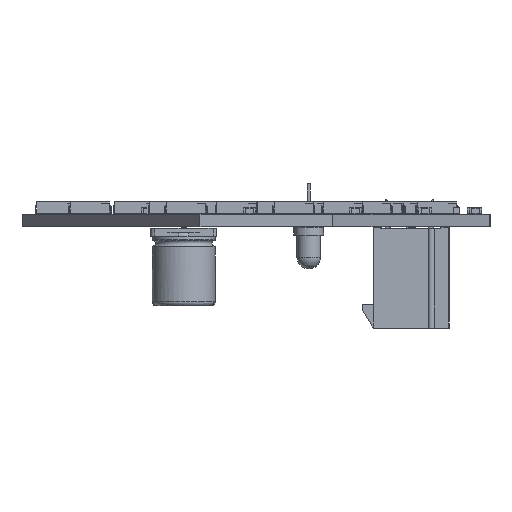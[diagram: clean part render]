
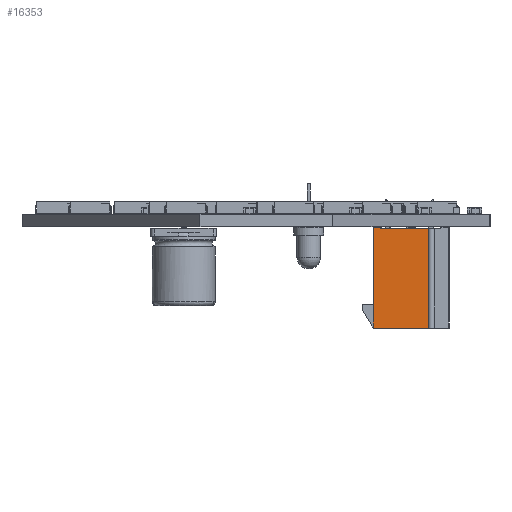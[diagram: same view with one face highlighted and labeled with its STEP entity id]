
A CAD part, front view. The second image highlights one B-rep face of the part: STEP entity #16353.
In plain terms, the highlighted face is planar.
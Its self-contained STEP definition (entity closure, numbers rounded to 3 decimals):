
#13670 = PLANE('',#13671);
#13671 = AXIS2_PLACEMENT_3D('',#13672,#13673,#13674);
#13672 = CARTESIAN_POINT('',(-4.8,0.,-4.8));
#13673 = DIRECTION('',(0.,0.,-1.));
#13674 = DIRECTION('',(0.,-1.,0.));
#13766 = PLANE('',#13767);
#13767 = AXIS2_PLACEMENT_3D('',#13768,#13769,#13770);
#13768 = CARTESIAN_POINT('',(-4.8,12.8,-4.8));
#13769 = DIRECTION('',(0.,1.,0.));
#13770 = DIRECTION('',(1.,0.,-0.));
#13863 = VERTEX_POINT('',#13864);
#13864 = CARTESIAN_POINT('',(4.8,12.8,-4.8));
#13885 = EDGE_CURVE('',#13886,#13863,#13888,.T.);
#13886 = VERTEX_POINT('',#13887);
#13887 = CARTESIAN_POINT('',(4.8,0.,-4.8));
#13888 = SURFACE_CURVE('',#13889,(#13893,#13900),.PCURVE_S1.);
#13889 = LINE('',#13890,#13891);
#13890 = CARTESIAN_POINT('',(4.8,0.,-4.8));
#13891 = VECTOR('',#13892,1.);
#13892 = DIRECTION('',(0.,1.,0.));
#13893 = PCURVE('',#13670,#13894);
#13894 = DEFINITIONAL_REPRESENTATION('',(#13895),#13899);
#13895 = LINE('',#13896,#13897);
#13896 = CARTESIAN_POINT('',(0.,-9.6));
#13897 = VECTOR('',#13898,1.);
#13898 = DIRECTION('',(-1.,-0.));
#13899 = ( GEOMETRIC_REPRESENTATION_CONTEXT(2) 
PARAMETRIC_REPRESENTATION_CONTEXT() REPRESENTATION_CONTEXT('2D SPACE',''
  ) );
#13900 = PCURVE('',#13901,#13906);
#13901 = PLANE('',#13902);
#13902 = AXIS2_PLACEMENT_3D('',#13903,#13904,#13905);
#13903 = CARTESIAN_POINT('',(4.8,0.,0.));
#13904 = DIRECTION('',(1.,0.,0.));
#13905 = DIRECTION('',(0.,1.,-0.));
#13906 = DEFINITIONAL_REPRESENTATION('',(#13907),#13911);
#13907 = LINE('',#13908,#13909);
#13908 = CARTESIAN_POINT('',(0.,-4.8));
#13909 = VECTOR('',#13910,1.);
#13910 = DIRECTION('',(1.,0.));
#13911 = ( GEOMETRIC_REPRESENTATION_CONTEXT(2) 
PARAMETRIC_REPRESENTATION_CONTEXT() REPRESENTATION_CONTEXT('2D SPACE',''
  ) );
#13929 = PLANE('',#13930);
#13930 = AXIS2_PLACEMENT_3D('',#13931,#13932,#13933);
#13931 = CARTESIAN_POINT('',(-4.8,0.,4.8));
#13932 = DIRECTION('',(0.,-1.,0.));
#13933 = DIRECTION('',(0.,0.,-1.));
#14149 = PLANE('',#14150);
#14150 = AXIS2_PLACEMENT_3D('',#14151,#14152,#14153);
#14151 = CARTESIAN_POINT('',(0.8,0.,-3.8));
#14152 = DIRECTION('',(0.,0.,-1.));
#14153 = DIRECTION('',(0.,-1.,0.));
#15912 = PLANE('',#15913);
#15913 = AXIS2_PLACEMENT_3D('',#15914,#15915,#15916);
#15914 = CARTESIAN_POINT('',(-4.8,0.2,0.));
#15915 = DIRECTION('',(0.,-1.,0.));
#15916 = DIRECTION('',(0.,0.,-1.));
#16353 = ADVANCED_FACE('',(#16354),#13901,.T.);
#16354 = FACE_BOUND('',#16355,.T.);
#16355 = EDGE_LOOP('',(#16356,#16381,#16404,#16425,#16426,#16449));
#16356 = ORIENTED_EDGE('',*,*,#16357,.F.);
#16357 = EDGE_CURVE('',#16358,#16360,#16362,.T.);
#16358 = VERTEX_POINT('',#16359);
#16359 = CARTESIAN_POINT('',(4.8,0.2,-3.8));
#16360 = VERTEX_POINT('',#16361);
#16361 = CARTESIAN_POINT('',(4.8,0.2,2.2));
#16362 = SURFACE_CURVE('',#16363,(#16367,#16374),.PCURVE_S1.);
#16363 = LINE('',#16364,#16365);
#16364 = CARTESIAN_POINT('',(4.8,0.2,-3.8)
  );
#16365 = VECTOR('',#16366,1.);
#16366 = DIRECTION('',(0.,0.,1.));
#16367 = PCURVE('',#13901,#16368);
#16368 = DEFINITIONAL_REPRESENTATION('',(#16369),#16373);
#16369 = LINE('',#16370,#16371);
#16370 = CARTESIAN_POINT('',(0.2,-3.8));
#16371 = VECTOR('',#16372,1.);
#16372 = DIRECTION('',(0.,1.));
#16373 = ( GEOMETRIC_REPRESENTATION_CONTEXT(2) 
PARAMETRIC_REPRESENTATION_CONTEXT() REPRESENTATION_CONTEXT('2D SPACE',''
  ) );
#16374 = PCURVE('',#15912,#16375);
#16375 = DEFINITIONAL_REPRESENTATION('',(#16376),#16380);
#16376 = LINE('',#16377,#16378);
#16377 = CARTESIAN_POINT('',(3.8,9.6));
#16378 = VECTOR('',#16379,1.);
#16379 = DIRECTION('',(-1.,0.));
#16380 = ( GEOMETRIC_REPRESENTATION_CONTEXT(2) 
PARAMETRIC_REPRESENTATION_CONTEXT() REPRESENTATION_CONTEXT('2D SPACE',''
  ) );
#16381 = ORIENTED_EDGE('',*,*,#16382,.F.);
#16382 = EDGE_CURVE('',#16383,#16358,#16385,.T.);
#16383 = VERTEX_POINT('',#16384);
#16384 = CARTESIAN_POINT('',(4.8,0.,-3.8));
#16385 = SURFACE_CURVE('',#16386,(#16390,#16397),.PCURVE_S1.);
#16386 = LINE('',#16387,#16388);
#16387 = CARTESIAN_POINT('',(4.8,0.,-3.8));
#16388 = VECTOR('',#16389,1.);
#16389 = DIRECTION('',(0.,1.,0.));
#16390 = PCURVE('',#13901,#16391);
#16391 = DEFINITIONAL_REPRESENTATION('',(#16392),#16396);
#16392 = LINE('',#16393,#16394);
#16393 = CARTESIAN_POINT('',(0.,-3.8));
#16394 = VECTOR('',#16395,1.);
#16395 = DIRECTION('',(1.,0.));
#16396 = ( GEOMETRIC_REPRESENTATION_CONTEXT(2) 
PARAMETRIC_REPRESENTATION_CONTEXT() REPRESENTATION_CONTEXT('2D SPACE',''
  ) );
#16397 = PCURVE('',#14149,#16398);
#16398 = DEFINITIONAL_REPRESENTATION('',(#16399),#16403);
#16399 = LINE('',#16400,#16401);
#16400 = CARTESIAN_POINT('',(0.,-4.));
#16401 = VECTOR('',#16402,1.);
#16402 = DIRECTION('',(-1.,-0.));
#16403 = ( GEOMETRIC_REPRESENTATION_CONTEXT(2) 
PARAMETRIC_REPRESENTATION_CONTEXT() REPRESENTATION_CONTEXT('2D SPACE',''
  ) );
#16404 = ORIENTED_EDGE('',*,*,#16405,.T.);
#16405 = EDGE_CURVE('',#16383,#13886,#16406,.T.);
#16406 = SURFACE_CURVE('',#16407,(#16411,#16418),.PCURVE_S1.);
#16407 = LINE('',#16408,#16409);
#16408 = CARTESIAN_POINT('',(4.8,0.,-3.8));
#16409 = VECTOR('',#16410,1.);
#16410 = DIRECTION('',(0.,0.,-1.));
#16411 = PCURVE('',#13901,#16412);
#16412 = DEFINITIONAL_REPRESENTATION('',(#16413),#16417);
#16413 = LINE('',#16414,#16415);
#16414 = CARTESIAN_POINT('',(0.,-3.8));
#16415 = VECTOR('',#16416,1.);
#16416 = DIRECTION('',(0.,-1.));
#16417 = ( GEOMETRIC_REPRESENTATION_CONTEXT(2) 
PARAMETRIC_REPRESENTATION_CONTEXT() REPRESENTATION_CONTEXT('2D SPACE',''
  ) );
#16418 = PCURVE('',#13929,#16419);
#16419 = DEFINITIONAL_REPRESENTATION('',(#16420),#16424);
#16420 = LINE('',#16421,#16422);
#16421 = CARTESIAN_POINT('',(8.6,9.6));
#16422 = VECTOR('',#16423,1.);
#16423 = DIRECTION('',(1.,0.));
#16424 = ( GEOMETRIC_REPRESENTATION_CONTEXT(2) 
PARAMETRIC_REPRESENTATION_CONTEXT() REPRESENTATION_CONTEXT('2D SPACE',''
  ) );
#16425 = ORIENTED_EDGE('',*,*,#13885,.T.);
#16426 = ORIENTED_EDGE('',*,*,#16427,.T.);
#16427 = EDGE_CURVE('',#13863,#16428,#16430,.T.);
#16428 = VERTEX_POINT('',#16429);
#16429 = CARTESIAN_POINT('',(4.8,12.8,2.2));
#16430 = SURFACE_CURVE('',#16431,(#16435,#16442),.PCURVE_S1.);
#16431 = LINE('',#16432,#16433);
#16432 = CARTESIAN_POINT('',(4.8,12.8,-4.8
    ));
#16433 = VECTOR('',#16434,1.);
#16434 = DIRECTION('',(0.,0.,1.));
#16435 = PCURVE('',#13901,#16436);
#16436 = DEFINITIONAL_REPRESENTATION('',(#16437),#16441);
#16437 = LINE('',#16438,#16439);
#16438 = CARTESIAN_POINT('',(12.8,-4.8));
#16439 = VECTOR('',#16440,1.);
#16440 = DIRECTION('',(0.,1.));
#16441 = ( GEOMETRIC_REPRESENTATION_CONTEXT(2) 
PARAMETRIC_REPRESENTATION_CONTEXT() REPRESENTATION_CONTEXT('2D SPACE',''
  ) );
#16442 = PCURVE('',#13766,#16443);
#16443 = DEFINITIONAL_REPRESENTATION('',(#16444),#16448);
#16444 = LINE('',#16445,#16446);
#16445 = CARTESIAN_POINT('',(9.6,0.));
#16446 = VECTOR('',#16447,1.);
#16447 = DIRECTION('',(0.,-1.));
#16448 = ( GEOMETRIC_REPRESENTATION_CONTEXT(2) 
PARAMETRIC_REPRESENTATION_CONTEXT() REPRESENTATION_CONTEXT('2D SPACE',''
  ) );
#16449 = ORIENTED_EDGE('',*,*,#16450,.T.);
#16450 = EDGE_CURVE('',#16428,#16360,#16451,.T.);
#16451 = SURFACE_CURVE('',#16452,(#16456,#16463),.PCURVE_S1.);
#16452 = LINE('',#16453,#16454);
#16453 = CARTESIAN_POINT('',(4.8,12.8,2.2)
  );
#16454 = VECTOR('',#16455,1.);
#16455 = DIRECTION('',(0.,-1.,0.));
#16456 = PCURVE('',#13901,#16457);
#16457 = DEFINITIONAL_REPRESENTATION('',(#16458),#16462);
#16458 = LINE('',#16459,#16460);
#16459 = CARTESIAN_POINT('',(12.8,2.2));
#16460 = VECTOR('',#16461,1.);
#16461 = DIRECTION('',(-1.,0.));
#16462 = ( GEOMETRIC_REPRESENTATION_CONTEXT(2) 
PARAMETRIC_REPRESENTATION_CONTEXT() REPRESENTATION_CONTEXT('2D SPACE',''
  ) );
#16463 = PCURVE('',#16464,#16469);
#16464 = CYLINDRICAL_SURFACE('',#16465,0.4);
#16465 = AXIS2_PLACEMENT_3D('',#16466,#16467,#16468);
#16466 = CARTESIAN_POINT('',(4.8,12.8,2.6));
#16467 = DIRECTION('',(-0.,1.,-0.));
#16468 = DIRECTION('',(1.,0.,0.));
#16469 = DEFINITIONAL_REPRESENTATION('',(#16470),#16474);
#16470 = LINE('',#16471,#16472);
#16471 = CARTESIAN_POINT('',(7.854,0.));
#16472 = VECTOR('',#16473,1.);
#16473 = DIRECTION('',(0.,-1.));
#16474 = ( GEOMETRIC_REPRESENTATION_CONTEXT(2) 
PARAMETRIC_REPRESENTATION_CONTEXT() REPRESENTATION_CONTEXT('2D SPACE',''
  ) );
